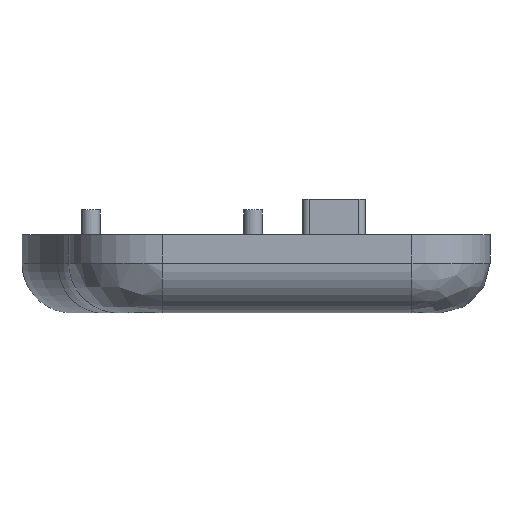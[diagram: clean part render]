
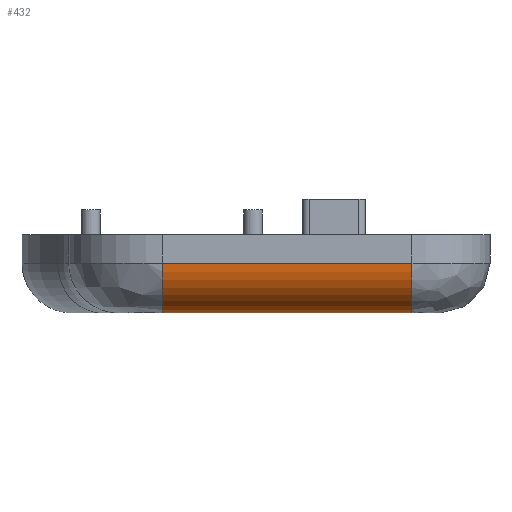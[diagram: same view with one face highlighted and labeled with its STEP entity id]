
A CAD part, left-side view. The second image highlights one B-rep face of the part: STEP entity #432.
In plain terms, the highlighted cylindrical face has radius 16 mm (diameter 32 mm), a partial arc.
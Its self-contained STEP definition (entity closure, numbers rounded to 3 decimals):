
#156=CYLINDRICAL_SURFACE('',#3388,16.);
#282=FACE_OUTER_BOUND('',#1182,.T.);
#432=ADVANCED_FACE('',(#282),#156,.T.);
#698=LINE('',#4886,#829);
#744=LINE('',#5071,#875);
#829=VECTOR('',#3796,1.);
#875=VECTOR('',#3974,1.);
#1182=EDGE_LOOP('',(#1824,#1825,#1826,#1827));
#1824=ORIENTED_EDGE('',*,*,#2779,.T.);
#1825=ORIENTED_EDGE('',*,*,#2608,.F.);
#1826=ORIENTED_EDGE('',*,*,#2781,.F.);
#1827=ORIENTED_EDGE('',*,*,#2700,.F.);
#2323=VERTEX_POINT('',#4885);
#2324=VERTEX_POINT('',#4887);
#2396=VERTEX_POINT('',#5070);
#2397=VERTEX_POINT('',#5072);
#2608=EDGE_CURVE('',#2323,#2324,#698,.T.);
#2700=EDGE_CURVE('',#2396,#2397,#744,.T.);
#2779=EDGE_CURVE('',#2396,#2324,#3065,.T.);
#2781=EDGE_CURVE('',#2397,#2323,#3066,.T.);
#3065=CIRCLE('',#3385,16.);
#3066=CIRCLE('',#3387,16.);
#3385=AXIS2_PLACEMENT_3D('',#5329,#4152,#4153);
#3387=AXIS2_PLACEMENT_3D('',#5357,#4156,#4157);
#3388=AXIS2_PLACEMENT_3D('',#5358,#4158,#4159);
#3796=DIRECTION('',(0.,-1.,0.));
#3974=DIRECTION('',(0.,1.,0.));
#4152=DIRECTION('',(0.,1.,0.));
#4153=DIRECTION('',(-1.,0.,0.));
#4156=DIRECTION('',(0.,1.,0.));
#4157=DIRECTION('',(-1.,0.,0.));
#4158=DIRECTION('',(0.,-1.,0.));
#4159=DIRECTION('',(1.,0.,0.));
#4885=CARTESIAN_POINT('',(-90.,30.,16.));
#4886=CARTESIAN_POINT('',(-90.,30.,16.));
#4887=CARTESIAN_POINT('',(-90.,-50.,16.));
#5070=CARTESIAN_POINT('',(-74.,-50.,0.));
#5071=CARTESIAN_POINT('',(-74.,-50.,0.));
#5072=CARTESIAN_POINT('',(-74.,30.,0.));
#5329=CARTESIAN_POINT('',(-74.,-50.,16.));
#5357=CARTESIAN_POINT('',(-74.,30.,16.));
#5358=CARTESIAN_POINT('',(-74.,30.,16.));
